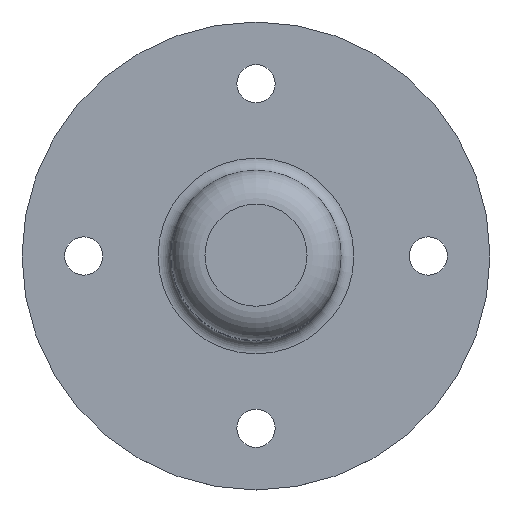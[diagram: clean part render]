
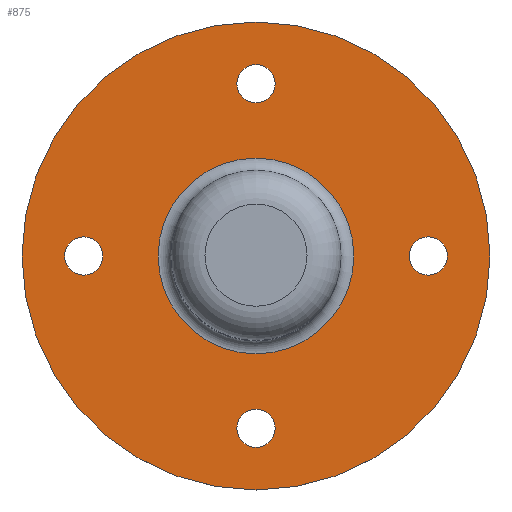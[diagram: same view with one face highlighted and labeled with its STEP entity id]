
A CAD part, top view. The second image highlights one B-rep face of the part: STEP entity #875.
In plain terms, the highlighted planar face has unit normal (0, 0, 1).
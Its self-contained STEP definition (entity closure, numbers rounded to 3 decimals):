
#278 = CYLINDRICAL_SURFACE('',#279,55.);
#279 = AXIS2_PLACEMENT_3D('',#280,#281,#282);
#280 = CARTESIAN_POINT('',(0.,0.,
    0.));
#281 = DIRECTION('',(0.,0.,-1.));
#282 = DIRECTION('',(0.,1.,0.));
#333 = CYLINDRICAL_SURFACE('',#334,4.5);
#334 = AXIS2_PLACEMENT_3D('',#335,#336,#337);
#335 = CARTESIAN_POINT('',(-40.5,0.,-3.));
#336 = DIRECTION('',(0.,0.,-1.));
#337 = DIRECTION('',(0.,1.,0.));
#444 = CYLINDRICAL_SURFACE('',#445,4.5);
#445 = AXIS2_PLACEMENT_3D('',#446,#447,#448);
#446 = CARTESIAN_POINT('',(0.,-40.5,-3.));
#447 = DIRECTION('',(0.,0.,-1.));
#448 = DIRECTION('',(0.,1.,0.));
#499 = CYLINDRICAL_SURFACE('',#500,4.5);
#500 = AXIS2_PLACEMENT_3D('',#501,#502,#503);
#501 = CARTESIAN_POINT('',(40.5,0.,-3.));
#502 = DIRECTION('',(0.,0.,-1.));
#503 = DIRECTION('',(0.,1.,0.));
#554 = CYLINDRICAL_SURFACE('',#555,4.5);
#555 = AXIS2_PLACEMENT_3D('',#556,#557,#558);
#556 = CARTESIAN_POINT('',(0.,40.5,-3.));
#557 = DIRECTION('',(0.,0.,-1.));
#558 = DIRECTION('',(0.,1.,0.));
#570 = VERTEX_POINT('',#571);
#571 = CARTESIAN_POINT('',(0.,55.,0.));
#592 = EDGE_CURVE('',#570,#570,#593,.T.);
#593 = SURFACE_CURVE('',#594,(#599,#606),.PCURVE_S1.);
#594 = CIRCLE('',#595,55.);
#595 = AXIS2_PLACEMENT_3D('',#596,#597,#598);
#596 = CARTESIAN_POINT('',(0.,0.,
    0.));
#597 = DIRECTION('',(0.,0.,-1.));
#598 = DIRECTION('',(0.,1.,0.));
#599 = PCURVE('',#278,#600);
#600 = DEFINITIONAL_REPRESENTATION('',(#601),#605);
#601 = LINE('',#602,#603);
#602 = CARTESIAN_POINT('',(0.,0.));
#603 = VECTOR('',#604,1.);
#604 = DIRECTION('',(1.,0.));
#605 = ( GEOMETRIC_REPRESENTATION_CONTEXT(2) 
PARAMETRIC_REPRESENTATION_CONTEXT() REPRESENTATION_CONTEXT('2D SPACE',''
  ) );
#606 = PCURVE('',#607,#612);
#607 = PLANE('',#608);
#608 = AXIS2_PLACEMENT_3D('',#609,#610,#611);
#609 = CARTESIAN_POINT('',(0.,0.,
    0.));
#610 = DIRECTION('',(0.,0.,-1.));
#611 = DIRECTION('',(0.,1.,0.));
#612 = DEFINITIONAL_REPRESENTATION('',(#613),#617);
#613 = CIRCLE('',#614,55.);
#614 = AXIS2_PLACEMENT_2D('',#615,#616);
#615 = CARTESIAN_POINT('',(0.,0.));
#616 = DIRECTION('',(1.,0.));
#617 = ( GEOMETRIC_REPRESENTATION_CONTEXT(2) 
PARAMETRIC_REPRESENTATION_CONTEXT() REPRESENTATION_CONTEXT('2D SPACE',''
  ) );
#625 = VERTEX_POINT('',#626);
#626 = CARTESIAN_POINT('',(-40.5,4.5,0.));
#649 = EDGE_CURVE('',#625,#625,#650,.T.);
#650 = SURFACE_CURVE('',#651,(#656,#663),.PCURVE_S1.);
#651 = CIRCLE('',#652,4.5);
#652 = AXIS2_PLACEMENT_3D('',#653,#654,#655);
#653 = CARTESIAN_POINT('',(-40.5,0.,0.));
#654 = DIRECTION('',(0.,0.,-1.));
#655 = DIRECTION('',(0.,1.,0.));
#656 = PCURVE('',#333,#657);
#657 = DEFINITIONAL_REPRESENTATION('',(#658),#662);
#658 = LINE('',#659,#660);
#659 = CARTESIAN_POINT('',(0.,-3.));
#660 = VECTOR('',#661,1.);
#661 = DIRECTION('',(1.,0.));
#662 = ( GEOMETRIC_REPRESENTATION_CONTEXT(2) 
PARAMETRIC_REPRESENTATION_CONTEXT() REPRESENTATION_CONTEXT('2D SPACE',''
  ) );
#663 = PCURVE('',#607,#664);
#664 = DEFINITIONAL_REPRESENTATION('',(#665),#669);
#665 = CIRCLE('',#666,4.5);
#666 = AXIS2_PLACEMENT_2D('',#667,#668);
#667 = CARTESIAN_POINT('',(0.,-40.5));
#668 = DIRECTION('',(1.,0.));
#669 = ( GEOMETRIC_REPRESENTATION_CONTEXT(2) 
PARAMETRIC_REPRESENTATION_CONTEXT() REPRESENTATION_CONTEXT('2D SPACE',''
  ) );
#730 = VERTEX_POINT('',#731);
#731 = CARTESIAN_POINT('',(0.,-36.,0.)
  );
#754 = EDGE_CURVE('',#730,#730,#755,.T.);
#755 = SURFACE_CURVE('',#756,(#761,#768),.PCURVE_S1.);
#756 = CIRCLE('',#757,4.5);
#757 = AXIS2_PLACEMENT_3D('',#758,#759,#760);
#758 = CARTESIAN_POINT('',(0.,-40.5,0.)
  );
#759 = DIRECTION('',(0.,0.,-1.));
#760 = DIRECTION('',(0.,1.,0.));
#761 = PCURVE('',#444,#762);
#762 = DEFINITIONAL_REPRESENTATION('',(#763),#767);
#763 = LINE('',#764,#765);
#764 = CARTESIAN_POINT('',(0.,-3.));
#765 = VECTOR('',#766,1.);
#766 = DIRECTION('',(1.,0.));
#767 = ( GEOMETRIC_REPRESENTATION_CONTEXT(2) 
PARAMETRIC_REPRESENTATION_CONTEXT() REPRESENTATION_CONTEXT('2D SPACE',''
  ) );
#768 = PCURVE('',#607,#769);
#769 = DEFINITIONAL_REPRESENTATION('',(#770),#774);
#770 = CIRCLE('',#771,4.5);
#771 = AXIS2_PLACEMENT_2D('',#772,#773);
#772 = CARTESIAN_POINT('',(-40.5,0.));
#773 = DIRECTION('',(1.,0.));
#774 = ( GEOMETRIC_REPRESENTATION_CONTEXT(2) 
PARAMETRIC_REPRESENTATION_CONTEXT() REPRESENTATION_CONTEXT('2D SPACE',''
  ) );
#780 = VERTEX_POINT('',#781);
#781 = CARTESIAN_POINT('',(40.5,4.5,0.));
#804 = EDGE_CURVE('',#780,#780,#805,.T.);
#805 = SURFACE_CURVE('',#806,(#811,#818),.PCURVE_S1.);
#806 = CIRCLE('',#807,4.5);
#807 = AXIS2_PLACEMENT_3D('',#808,#809,#810);
#808 = CARTESIAN_POINT('',(40.5,0.,0.));
#809 = DIRECTION('',(0.,0.,-1.));
#810 = DIRECTION('',(0.,1.,0.));
#811 = PCURVE('',#499,#812);
#812 = DEFINITIONAL_REPRESENTATION('',(#813),#817);
#813 = LINE('',#814,#815);
#814 = CARTESIAN_POINT('',(0.,-3.));
#815 = VECTOR('',#816,1.);
#816 = DIRECTION('',(1.,0.));
#817 = ( GEOMETRIC_REPRESENTATION_CONTEXT(2) 
PARAMETRIC_REPRESENTATION_CONTEXT() REPRESENTATION_CONTEXT('2D SPACE',''
  ) );
#818 = PCURVE('',#607,#819);
#819 = DEFINITIONAL_REPRESENTATION('',(#820),#824);
#820 = CIRCLE('',#821,4.5);
#821 = AXIS2_PLACEMENT_2D('',#822,#823);
#822 = CARTESIAN_POINT('',(0.,40.5));
#823 = DIRECTION('',(1.,0.));
#824 = ( GEOMETRIC_REPRESENTATION_CONTEXT(2) 
PARAMETRIC_REPRESENTATION_CONTEXT() REPRESENTATION_CONTEXT('2D SPACE',''
  ) );
#830 = VERTEX_POINT('',#831);
#831 = CARTESIAN_POINT('',(0.,45.,0.));
#854 = EDGE_CURVE('',#830,#830,#855,.T.);
#855 = SURFACE_CURVE('',#856,(#861,#868),.PCURVE_S1.);
#856 = CIRCLE('',#857,4.5);
#857 = AXIS2_PLACEMENT_3D('',#858,#859,#860);
#858 = CARTESIAN_POINT('',(0.,40.5,0.));
#859 = DIRECTION('',(0.,0.,-1.));
#860 = DIRECTION('',(0.,1.,0.));
#861 = PCURVE('',#554,#862);
#862 = DEFINITIONAL_REPRESENTATION('',(#863),#867);
#863 = LINE('',#864,#865);
#864 = CARTESIAN_POINT('',(0.,-3.));
#865 = VECTOR('',#866,1.);
#866 = DIRECTION('',(1.,0.));
#867 = ( GEOMETRIC_REPRESENTATION_CONTEXT(2) 
PARAMETRIC_REPRESENTATION_CONTEXT() REPRESENTATION_CONTEXT('2D SPACE',''
  ) );
#868 = PCURVE('',#607,#869);
#869 = DEFINITIONAL_REPRESENTATION('',(#870),#874);
#870 = CIRCLE('',#871,4.5);
#871 = AXIS2_PLACEMENT_2D('',#872,#873);
#872 = CARTESIAN_POINT('',(40.5,0.));
#873 = DIRECTION('',(1.,0.));
#874 = ( GEOMETRIC_REPRESENTATION_CONTEXT(2) 
PARAMETRIC_REPRESENTATION_CONTEXT() REPRESENTATION_CONTEXT('2D SPACE',''
  ) );
#875 = ADVANCED_FACE('',(#876,#879,#882,#913,#916,#919),#607,.F.);
#876 = FACE_BOUND('',#877,.T.);
#877 = EDGE_LOOP('',(#878));
#878 = ORIENTED_EDGE('',*,*,#592,.F.);
#879 = FACE_BOUND('',#880,.T.);
#880 = EDGE_LOOP('',(#881));
#881 = ORIENTED_EDGE('',*,*,#649,.T.);
#882 = FACE_BOUND('',#883,.T.);
#883 = EDGE_LOOP('',(#884));
#884 = ORIENTED_EDGE('',*,*,#885,.T.);
#885 = EDGE_CURVE('',#886,#886,#888,.T.);
#886 = VERTEX_POINT('',#887);
#887 = CARTESIAN_POINT('',(0.,23.,
    0.));
#888 = SURFACE_CURVE('',#889,(#894,#901),.PCURVE_S1.);
#889 = CIRCLE('',#890,23.);
#890 = AXIS2_PLACEMENT_3D('',#891,#892,#893);
#891 = CARTESIAN_POINT('',(0.,0.,
    0.));
#892 = DIRECTION('',(0.,0.,-1.));
#893 = DIRECTION('',(0.,1.,0.));
#894 = PCURVE('',#607,#895);
#895 = DEFINITIONAL_REPRESENTATION('',(#896),#900);
#896 = CIRCLE('',#897,23.);
#897 = AXIS2_PLACEMENT_2D('',#898,#899);
#898 = CARTESIAN_POINT('',(0.,0.));
#899 = DIRECTION('',(1.,0.));
#900 = ( GEOMETRIC_REPRESENTATION_CONTEXT(2) 
PARAMETRIC_REPRESENTATION_CONTEXT() REPRESENTATION_CONTEXT('2D SPACE',''
  ) );
#901 = PCURVE('',#902,#907);
#902 = TOROIDAL_SURFACE('',#903,23.,3.);
#903 = AXIS2_PLACEMENT_3D('',#904,#905,#906);
#904 = CARTESIAN_POINT('',(0.,0.,3.));
#905 = DIRECTION('',(0.,0.,1.));
#906 = DIRECTION('',(0.,1.,0.));
#907 = DEFINITIONAL_REPRESENTATION('',(#908),#912);
#908 = LINE('',#909,#910);
#909 = CARTESIAN_POINT('',(-0.,4.712));
#910 = VECTOR('',#911,1.);
#911 = DIRECTION('',(-1.,0.));
#912 = ( GEOMETRIC_REPRESENTATION_CONTEXT(2) 
PARAMETRIC_REPRESENTATION_CONTEXT() REPRESENTATION_CONTEXT('2D SPACE',''
  ) );
#913 = FACE_BOUND('',#914,.T.);
#914 = EDGE_LOOP('',(#915));
#915 = ORIENTED_EDGE('',*,*,#804,.T.);
#916 = FACE_BOUND('',#917,.T.);
#917 = EDGE_LOOP('',(#918));
#918 = ORIENTED_EDGE('',*,*,#854,.T.);
#919 = FACE_BOUND('',#920,.T.);
#920 = EDGE_LOOP('',(#921));
#921 = ORIENTED_EDGE('',*,*,#754,.T.);
